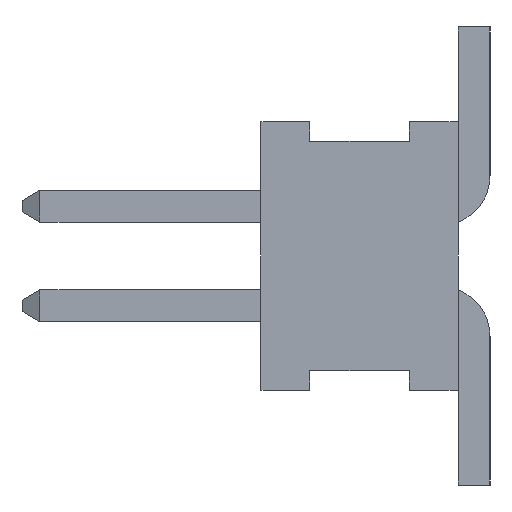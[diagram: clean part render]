
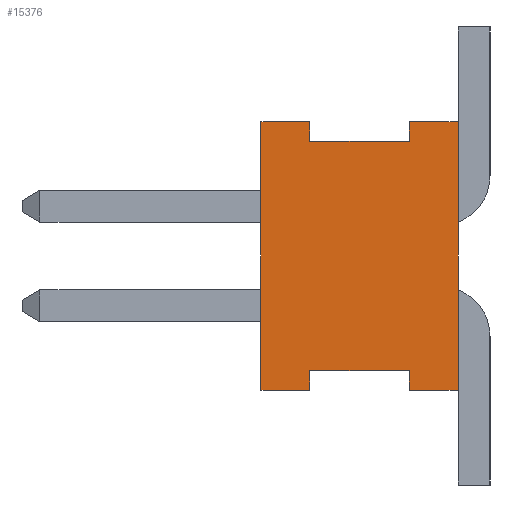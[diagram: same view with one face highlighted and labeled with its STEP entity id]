
A CAD part, left-side view. The second image highlights one B-rep face of the part: STEP entity #15376.
In plain terms, the highlighted planar face has unit normal (-1, 0, 0).
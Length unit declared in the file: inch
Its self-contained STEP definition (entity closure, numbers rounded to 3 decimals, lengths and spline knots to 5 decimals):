
#164=ORIENTED_EDGE('',*,*,#4704,.F.);
#165=ORIENTED_EDGE('',*,*,#4705,.F.);
#166=ORIENTED_EDGE('',*,*,#4696,.T.);
#167=ORIENTED_EDGE('',*,*,#4706,.T.);
#168=ORIENTED_EDGE('',*,*,#4702,.F.);
#169=ORIENTED_EDGE('',*,*,#4707,.F.);
#170=ORIENTED_EDGE('',*,*,#4708,.F.);
#171=ORIENTED_EDGE('',*,*,#4709,.F.);
#172=ORIENTED_EDGE('',*,*,#4710,.F.);
#173=ORIENTED_EDGE('',*,*,#4711,.F.);
#174=ORIENTED_EDGE('',*,*,#4712,.T.);
#175=ORIENTED_EDGE('',*,*,#4713,.F.);
#4696=EDGE_CURVE('',#6966,#6967,#8426,.T.);
#4702=EDGE_CURVE('',#6972,#6973,#8432,.T.);
#4704=EDGE_CURVE('',#6974,#6975,#8434,.T.);
#4705=EDGE_CURVE('',#6966,#6974,#8435,.T.);
#4706=EDGE_CURVE('',#6967,#6973,#8436,.T.);
#4707=EDGE_CURVE('',#6976,#6972,#8437,.T.);
#4708=EDGE_CURVE('',#6977,#6976,#8438,.T.);
#4709=EDGE_CURVE('',#6978,#6977,#8439,.T.);
#4710=EDGE_CURVE('',#6979,#6978,#8440,.T.);
#4711=EDGE_CURVE('',#6980,#6979,#8441,.T.);
#4712=EDGE_CURVE('',#6980,#6981,#8442,.T.);
#4713=EDGE_CURVE('',#6975,#6981,#8443,.T.);
#6966=VERTEX_POINT('',#21121);
#6967=VERTEX_POINT('',#21122);
#6972=VERTEX_POINT('',#21133);
#6973=VERTEX_POINT('',#21135);
#6974=VERTEX_POINT('',#21139);
#6975=VERTEX_POINT('',#21140);
#6976=VERTEX_POINT('',#21144);
#6977=VERTEX_POINT('',#21146);
#6978=VERTEX_POINT('',#21148);
#6979=VERTEX_POINT('',#21150);
#6980=VERTEX_POINT('',#21152);
#6981=VERTEX_POINT('',#21154);
#8426=LINE('',#21120,#10616);
#8432=LINE('',#21134,#10622);
#8434=LINE('',#21138,#10624);
#8435=LINE('',#21141,#10625);
#8436=LINE('',#21142,#10626);
#8437=LINE('',#21143,#10627);
#8438=LINE('',#21145,#10628);
#8439=LINE('',#21147,#10629);
#8440=LINE('',#21149,#10630);
#8441=LINE('',#21151,#10631);
#8442=LINE('',#21153,#10632);
#8443=LINE('',#21155,#10633);
#10616=VECTOR('',#17132,39.37008);
#10622=VECTOR('',#17140,39.37008);
#10624=VECTOR('',#17144,39.37008);
#10625=VECTOR('',#17145,39.37008);
#10626=VECTOR('',#17146,39.37008);
#10627=VECTOR('',#17147,39.37008);
#10628=VECTOR('',#17148,39.37008);
#10629=VECTOR('',#17149,39.37008);
#10630=VECTOR('',#17150,39.37008);
#10631=VECTOR('',#17151,39.37008);
#10632=VECTOR('',#17152,39.37008);
#10633=VECTOR('',#17153,39.37008);
#12808=EDGE_LOOP('',(#164,#165,#166,#167,#168,#169,#170,#171,#172,#173,
#174,#175));
#13704=FACE_BOUND('',#12808,.T.);
#14600=PLANE('',#16231);
#15376=ADVANCED_FACE('',(#13704),#14600,.F.);
#16231=AXIS2_PLACEMENT_3D('',#21137,#17142,#17143);
#17132=DIRECTION('',(0.,-1.,0.));
#17140=DIRECTION('',(0.,-1.,0.));
#17142=DIRECTION('',(1.,0.,0.));
#17143=DIRECTION('',(0.,0.,-1.));
#17144=DIRECTION('',(0.,1.,0.));
#17145=DIRECTION('',(0.,0.,1.));
#17146=DIRECTION('',(0.,0.,1.));
#17147=DIRECTION('',(0.,0.,1.));
#17148=DIRECTION('',(0.,-1.,0.));
#17149=DIRECTION('',(0.,0.,-1.));
#17150=DIRECTION('',(0.,-1.,0.));
#17151=DIRECTION('',(0.,0.,1.));
#17152=DIRECTION('',(0.,-1.,0.));
#17153=DIRECTION('',(0.,0.,-1.));
#21120=CARTESIAN_POINT('',(-0.5,0.099,-0.0675));
#21121=CARTESIAN_POINT('',(-0.5,0.0245,-0.0675));
#21122=CARTESIAN_POINT('',(-0.5,0.,-0.0675));
#21133=CARTESIAN_POINT('',(-0.5,0.0245,0.0675));
#21134=CARTESIAN_POINT('',(-0.5,0.099,0.0675));
#21135=CARTESIAN_POINT('',(-0.5,0.,0.0675));
#21137=CARTESIAN_POINT('',(-0.5,0.099,-0.0675));
#21138=CARTESIAN_POINT('',(-0.5,0.0245,-0.0575));
#21139=CARTESIAN_POINT('',(-0.5,0.0245,-0.0575));
#21140=CARTESIAN_POINT('',(-0.5,0.0745,-0.0575));
#21141=CARTESIAN_POINT('',(-0.5,0.0245,-0.0675));
#21142=CARTESIAN_POINT('',(-0.5,0.,-0.0675));
#21143=CARTESIAN_POINT('',(-0.5,0.0245,0.0575));
#21144=CARTESIAN_POINT('',(-0.5,0.0245,0.0575));
#21145=CARTESIAN_POINT('',(-0.5,0.0745,0.0575));
#21146=CARTESIAN_POINT('',(-0.5,0.0745,0.0575));
#21147=CARTESIAN_POINT('',(-0.5,0.0745,0.0675));
#21148=CARTESIAN_POINT('',(-0.5,0.0745,0.0675));
#21149=CARTESIAN_POINT('',(-0.5,0.099,0.0675));
#21150=CARTESIAN_POINT('',(-0.5,0.099,0.0675));
#21151=CARTESIAN_POINT('',(-0.5,0.099,-0.0675));
#21152=CARTESIAN_POINT('',(-0.5,0.099,-0.0675));
#21153=CARTESIAN_POINT('',(-0.5,0.099,-0.0675));
#21154=CARTESIAN_POINT('',(-0.5,0.0745,-0.0675));
#21155=CARTESIAN_POINT('',(-0.5,0.0745,-0.0575));
